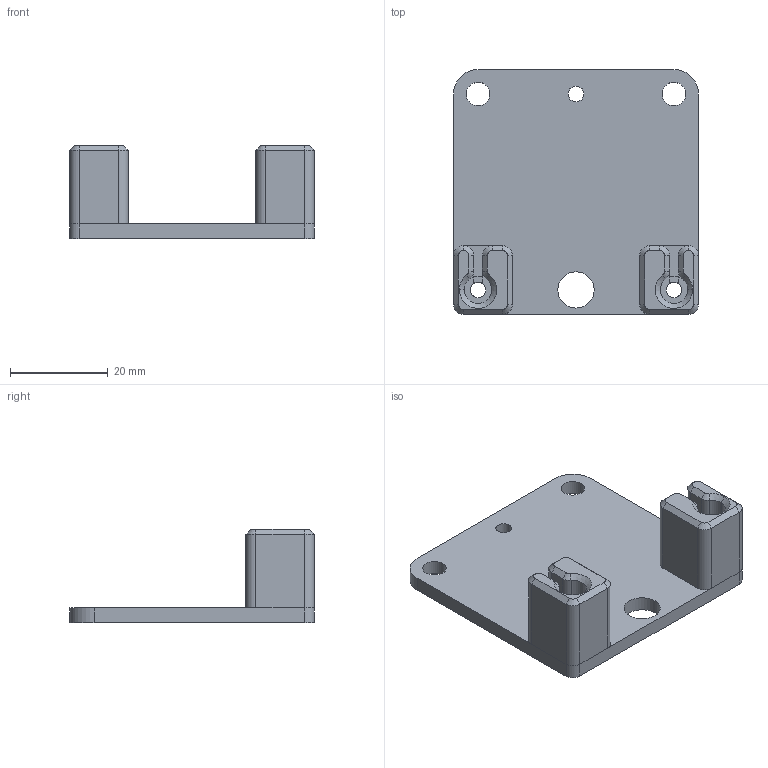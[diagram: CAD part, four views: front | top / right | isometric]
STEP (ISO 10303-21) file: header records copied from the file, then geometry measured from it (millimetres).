
FILE_DESCRIPTION(('FreeCAD Model'),'2;1');
FILE_NAME('x-compact-carriage-x1.step', '2021-05-22T13:10:49',('Author'),(''), 'Open CASCADE STEP processor 7.3','FreeCAD','Unknown');
FILE_SCHEMA(('AUTOMOTIVE_DESIGN { 1 0 10303 214 1 1 1 1 }'));
Length unit declared in the file: millimetre
Products named in the file (1): compact-carriage
Bounding box: 50 x 50 x 19 mm (x, y, z)
Volume: 11611.5 mm3; surface area: 7619.6 mm2
Topology: 1 solids, 1 shells, 90 faces, 228 edges, 138 vertices
Faces by surface type: plane 40, cylinder 30, cone 20
Full cylindrical faces by diameter (mm): 3.2 x3, 4.8 x2, 7.4 x1
Entity records: 5731 total; most frequent: CARTESIAN_POINT 1107, DIRECTION 888, LINE 492, VECTOR 492, ORIENTED_EDGE 456, PCURVE 456, DEFINITIONAL_REPRESENTATION 456, EDGE_CURVE 228
